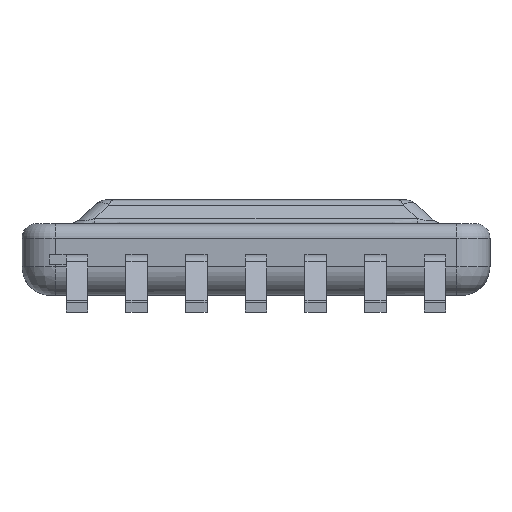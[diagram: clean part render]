
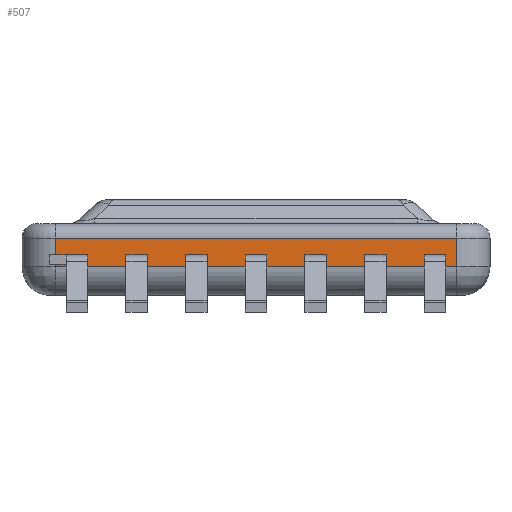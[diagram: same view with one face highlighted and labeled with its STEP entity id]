
A CAD part, front view. The second image highlights one B-rep face of the part: STEP entity #507.
In plain terms, the highlighted planar face has unit normal (0, -1, 0).
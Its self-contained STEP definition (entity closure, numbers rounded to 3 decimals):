
#507=ADVANCED_FACE('',(#3728),#3730,.F.);
#3728=FACE_BOUND('',#3729,.T.);
#3729=EDGE_LOOP('',(#5469,#5470,#5471,#5472));
#3730=PLANE('',#3731);
#3731=AXIS2_PLACEMENT_3D('',#3732,#3733,#3734);
#3732=CARTESIAN_POINT('',(-1.15,2.842,0.35));
#3733=DIRECTION('',(0.,1.,0.));
#3734=DIRECTION('',(1.,0.,0.));
#5469=ORIENTED_EDGE('',*,*,#6765,.T.);
#5470=ORIENTED_EDGE('',*,*,#6766,.T.);
#5471=ORIENTED_EDGE('',*,*,#6749,.F.);
#5472=ORIENTED_EDGE('',*,*,#6767,.F.);
#6749=EDGE_CURVE('',#7495,#7496,#7497,.T.);
#6765=EDGE_CURVE('',#7519,#7520,#7521,.T.);
#6766=EDGE_CURVE('',#7520,#7496,#7522,.T.);
#6767=EDGE_CURVE('',#7519,#7495,#7523,.T.);
#7495=VERTEX_POINT('',#10752);
#7496=VERTEX_POINT('',#10753);
#7497=LINE('',#10754,#10755);
#7519=VERTEX_POINT('',#10820);
#7520=VERTEX_POINT('',#10821);
#7521=LINE('',#10822,#10823);
#7522=LINE('',#10825,#10826);
#7523=LINE('',#10828,#10829);
#10752=CARTESIAN_POINT('',(-0.45,2.842,1.55));
#10753=CARTESIAN_POINT('',(7.95,2.842,1.55));
#10754=CARTESIAN_POINT('',(-0.45,2.842,1.55));
#10755=VECTOR('',#10756,1.);
#10756=DIRECTION('',(1.,0.,0.));
#10820=CARTESIAN_POINT('',(-0.45,2.842,0.95));
#10821=CARTESIAN_POINT('',(7.95,2.842,0.95));
#10822=CARTESIAN_POINT('',(-0.45,2.842,0.95));
#10823=VECTOR('',#10824,1.);
#10824=DIRECTION('',(1.,0.,0.));
#10825=CARTESIAN_POINT('',(7.95,2.842,0.95));
#10826=VECTOR('',#10827,1.);
#10827=DIRECTION('',(0.,0.,1.));
#10828=CARTESIAN_POINT('',(-0.45,2.842,0.95));
#10829=VECTOR('',#10830,1.);
#10830=DIRECTION('',(0.,0.,1.));
